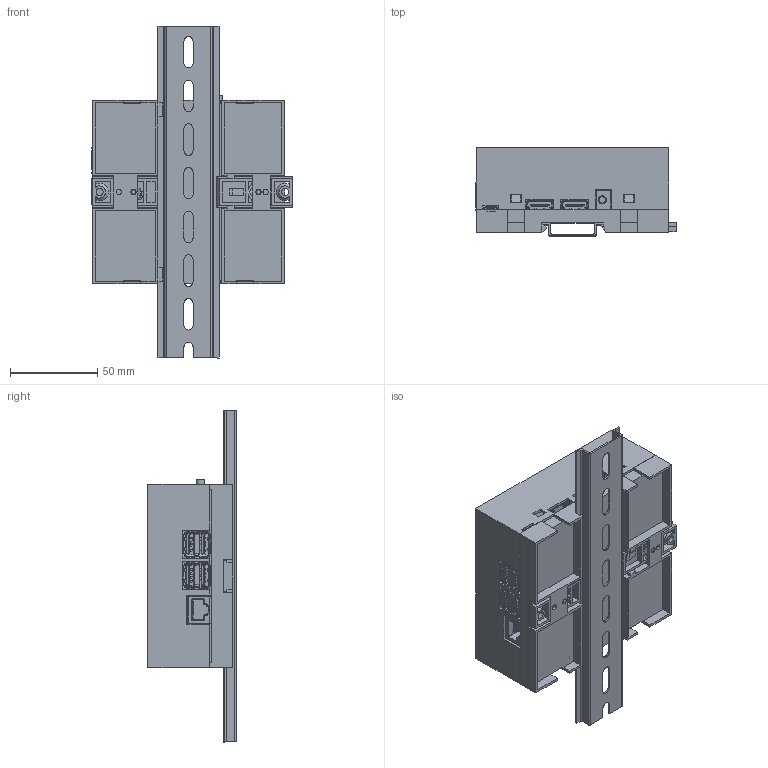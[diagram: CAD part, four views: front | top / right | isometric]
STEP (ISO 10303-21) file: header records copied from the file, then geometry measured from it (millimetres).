
FILE_DESCRIPTION (( 'STEP AP214' ), '1' );
FILE_NAME ('CEC-105.STEP', '2024-03-02T05:40:22', ( '' ), ( '' ), 'SwSTEP 2.0', 'SolidWorks 2017', '' );
FILE_SCHEMA (( 'AUTOMOTIVE_DESIGN' ));
Length unit declared in the file: millimetre
Products named in the file (36): HDMI_socket_cover; HDMI_Socket; USB3_IM_LOWER; Component1; CEC-105; Screw-small; Clip-Big; Audio Jack; BasePCB-CEBP-105-01; Shell; plastec_jack3; CECP-105^CEB-105; RJ45 Ethernet Port; USB3_SPACER; USB3_CON_LONG; Screw-smallest; HDMI_socket_small_pin_Valor predeterminado; Body-105; Rail-35-190mm; Dual USB Port; USB3_IM_UPPER; HDMI_socket_inside; USB3_FRAME; USB3_IM_UPPER1; USB3_CONTACT_LOWER; Clip-Small; plastec_jack2; USB_FINGER; USB3_IM_LOWER1; TopCover-CECC-105; SHORT_SHELL; REAR_SHELL_SUS; HDMI_socket_large_pin_Valor predeterminado; Micro_USB; USB3_CON_SHORT; USB3_CONTAC_LONG2
Assembly tree (58 placements, depth 4):
  CEC-105
    Body-105
    Clip-Big
    Clip-Small
    BasePCB-CEBP-105-01
    Screw-small  x2
    Rail-35-190mm
    Dual USB Port  x2
      REAR_SHELL_SUS
      SHORT_SHELL
      USB3_CON_LONG
      USB3_CON_SHORT
      USB3_FRAME
      USB3_IM_LOWER
        USB3_CONTACT_LOWER
        USB3_IM_LOWER1
      USB3_IM_UPPER
        USB3_CONTAC_LONG2
        USB3_IM_UPPER1
      USB3_SPACER
      USB_FINGER
    RJ45 Ethernet Port
      Shell
    Audio Jack
      Component1
      plastec_jack2
      plastec_jack3
    Micro_USB
    HDMI_Socket  x2
      HDMI_socket_cover
      HDMI_socket_inside
      HDMI_socket_large_pin_Valor predeterminado
      HDMI_socket_small_pin_Valor predeterminado
    TopCover-CECC-105
    CECP-105^CEB-105
    Screw-smallest  x4
Bounding box: 114.59 x 50.55 x 190 mm (x, y, z)
Volume: 120760.9 mm3; surface area: 175398.3 mm2
Topology: 167 solids, 167 shells, 9769 faces, 26610 edges, 17126 vertices
Faces by surface type: plane 6956, cylinder 2261, bspline 356, cone 84, torus 72, sphere 40
Entity records: 167031 total; most frequent: CARTESIAN_POINT 34976, ORIENTED_EDGE 24722, DIRECTION 22793, EDGE_CURVE 12361, VECTOR 9715, LINE 9715, VERTEX_POINT 7903, AXIS2_PLACEMENT_3D 6539
